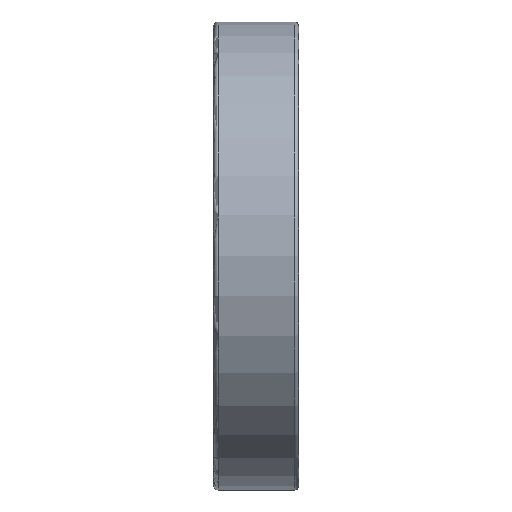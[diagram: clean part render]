
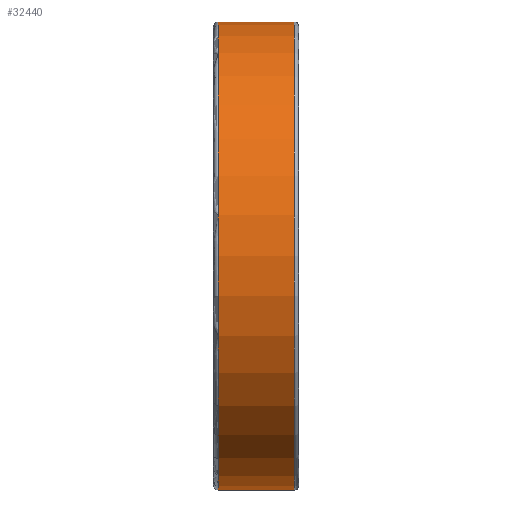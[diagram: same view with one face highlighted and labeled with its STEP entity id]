
A CAD part, top view. The second image highlights one B-rep face of the part: STEP entity #32440.
In plain terms, the highlighted cylindrical face has radius 55 mm (diameter 110 mm), a partial arc.
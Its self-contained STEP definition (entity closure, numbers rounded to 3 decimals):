
#23277=DIRECTION('',(-1.,0.,0.));
#23278=VECTOR('',#23277,17.9);
#23279=CARTESIAN_POINT('',(9.,55.,0.));
#23280=LINE('',#23279,#23278);
#23284=DIRECTION('',(-1.,0.,0.));
#23285=VECTOR('',#23284,17.9);
#23286=CARTESIAN_POINT('',(9.,-55.,0.));
#23287=LINE('',#23286,#23285);
#23299=CARTESIAN_POINT('',(9.,0.,0.));
#23300=DIRECTION('',(1.,0.,0.));
#23301=DIRECTION('',(0.,1.,0.));
#23302=AXIS2_PLACEMENT_3D('',#23299,#23300,#23301);
#23307=CARTESIAN_POINT('',(-8.9,0.,0.));
#23308=DIRECTION('',(1.,0.,0.));
#23309=DIRECTION('',(0.,1.,0.));
#23310=AXIS2_PLACEMENT_3D('',#23307,#23308,#23309);
#29704=CARTESIAN_POINT('',(9.,55.,0.));
#29705=CARTESIAN_POINT('',(-8.9,55.,0.));
#29706=VERTEX_POINT('',#29704);
#29707=VERTEX_POINT('',#29705);
#29716=CARTESIAN_POINT('',(9.,-55.,0.));
#29717=CARTESIAN_POINT('',(-8.9,-55.,0.));
#29718=VERTEX_POINT('',#29716);
#29719=VERTEX_POINT('',#29717);
#32428=CARTESIAN_POINT('',(-11.,0.,0.));
#32429=DIRECTION('',(1.,0.,0.));
#32430=DIRECTION('',(0.,-1.,0.));
#32431=AXIS2_PLACEMENT_3D('',#32428,#32429,#32430);
#32432=CYLINDRICAL_SURFACE('',#32431,55.);
#32433=ORIENTED_EDGE('',*,*,#32418,.F.);
#32434=ORIENTED_EDGE('',*,*,#32395,.T.);
#32435=ORIENTED_EDGE('',*,*,#32422,.T.);
#32437=ORIENTED_EDGE('',*,*,#32436,.F.);
#32438=EDGE_LOOP('',(#32433,#32434,#32435,#32437));
#32439=FACE_OUTER_BOUND('',#32438,.F.);
#23303=CIRCLE('',#23302,55.);
#23311=CIRCLE('',#23310,55.);
#32395=EDGE_CURVE('',#29706,#29718,#23303,.T.);
#32418=EDGE_CURVE('',#29706,#29707,#23280,.T.);
#32422=EDGE_CURVE('',#29718,#29719,#23287,.T.);
#32436=EDGE_CURVE('',#29707,#29719,#23311,.T.);
#32440=ADVANCED_FACE('',(#32439),#32432,.T.);
